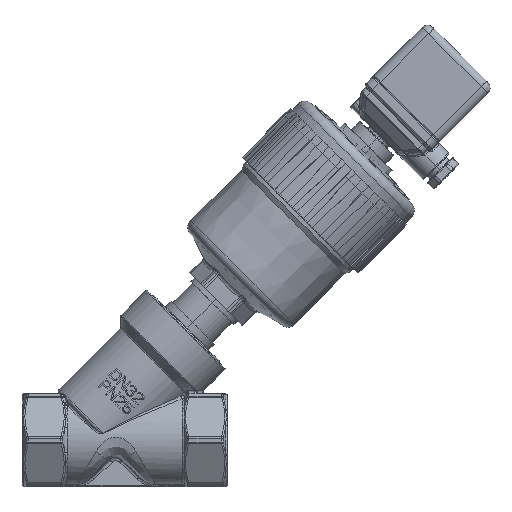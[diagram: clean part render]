
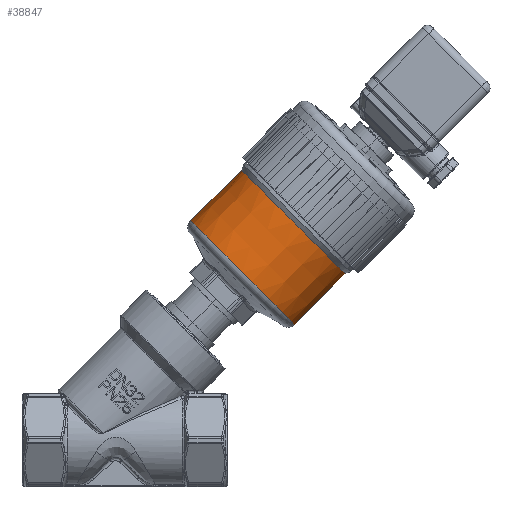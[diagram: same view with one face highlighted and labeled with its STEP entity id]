
A CAD part, top view. The second image highlights one B-rep face of the part: STEP entity #38847.
In plain terms, the highlighted conical face has half-angle 0.555 degrees and reference radius 39.304 mm.
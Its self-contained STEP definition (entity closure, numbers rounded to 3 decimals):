
#35199=DIRECTION('',(0.01,0.,1.));
#35200=VECTOR('',#35199,38.512);
#35201=CARTESIAN_POINT('',(39.118,0.,
-58.66));
#35202=LINE('',#35201,#35200);
#35237=DIRECTION('',(0.01,0.,-1.));
#35238=VECTOR('',#35237,38.512);
#35239=CARTESIAN_POINT('',(-39.491,0.,
-20.15));
#35240=LINE('',#35239,#35238);
#35398=CARTESIAN_POINT('',(0.,0.,-58.66));
#35399=DIRECTION('',(0.,0.,1.));
#35400=DIRECTION('',(-1.,0.,0.));
#35401=AXIS2_PLACEMENT_3D('',#35398,#35399,#35400);
#35411=CARTESIAN_POINT('',(0.,0.,-20.15));
#35412=DIRECTION('',(0.,0.,-1.));
#35413=DIRECTION('',(1.,0.,0.));
#35414=AXIS2_PLACEMENT_3D('',#35411,#35412,#35413);
#36472=CARTESIAN_POINT('',(39.491,0.,-20.15));
#36473=CARTESIAN_POINT('',(-39.491,0.,
-20.15));
#36474=VERTEX_POINT('',#36472);
#36475=VERTEX_POINT('',#36473);
#36480=CARTESIAN_POINT('',(-39.118,0.,
-58.66));
#36481=CARTESIAN_POINT('',(39.118,0.,
-58.66));
#36482=VERTEX_POINT('',#36480);
#36483=VERTEX_POINT('',#36481);
#38835=CARTESIAN_POINT('',(0.,0.,-39.405));
#38836=DIRECTION('',(0.,0.,1.));
#38837=DIRECTION('',(-1.,0.,0.));
#38838=AXIS2_PLACEMENT_3D('',#38835,#38836,#38837);
#38839=CONICAL_SURFACE('',#38838,39.304,0.555);
#38840=ORIENTED_EDGE('',*,*,#38802,.F.);
#38841=ORIENTED_EDGE('',*,*,#38525,.F.);
#38843=ORIENTED_EDGE('',*,*,#38842,.F.);
#38844=ORIENTED_EDGE('',*,*,#38513,.F.);
#38845=EDGE_LOOP('',(#38840,#38841,#38843,#38844));
#38846=FACE_OUTER_BOUND('',#38845,.F.);
#38847=ADVANCED_FACE('',(#38846),#38839,.T.);
#35402=CIRCLE('',#35401,39.118);
#35415=CIRCLE('',#35414,39.491);
#38513=EDGE_CURVE('',#36483,#36474,#35202,.T.);
#38525=EDGE_CURVE('',#36475,#36482,#35240,.T.);
#38802=EDGE_CURVE('',#36482,#36483,#35402,.T.);
#38842=EDGE_CURVE('',#36474,#36475,#35415,.T.);
